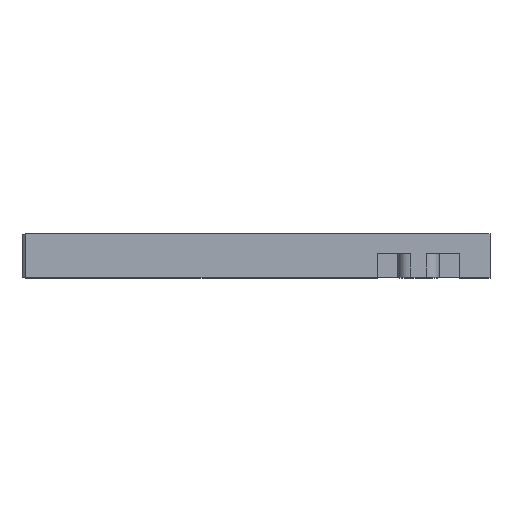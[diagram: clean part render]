
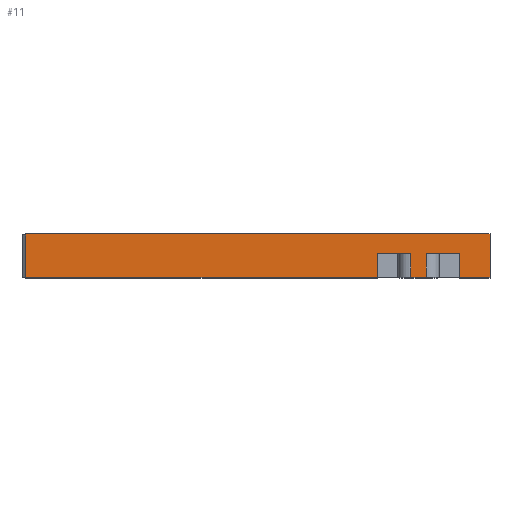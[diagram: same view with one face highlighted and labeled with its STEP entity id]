
A CAD part, top view. The second image highlights one B-rep face of the part: STEP entity #11.
In plain terms, the highlighted planar face has unit normal (0, 0, 1).
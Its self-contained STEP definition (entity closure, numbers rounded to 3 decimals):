
#11 = ADVANCED_FACE ( 'NONE', ( #1096 ), #929, .F. ) ;
#17 = VERTEX_POINT ( 'NONE', #459 ) ;
#29 = ORIENTED_EDGE ( 'NONE', *, *, #911, .T. ) ;
#48 = LINE ( 'NONE', #1583, #1455 ) ;
#54 = DIRECTION ( 'NONE',  ( 0., -1., 0. ) ) ;
#80 = CARTESIAN_POINT ( 'NONE',  ( 22.85, 0.4, 40.55 ) ) ;
#89 = EDGE_CURVE ( 'NONE', #896, #1601, #48, .T. ) ;
#99 = EDGE_CURVE ( 'NONE', #17, #1635, #352, .T. ) ;
#179 = VERTEX_POINT ( 'NONE', #1271 ) ;
#218 = EDGE_CURVE ( 'NONE', #628, #1206, #1786, .T. ) ;
#241 = EDGE_CURVE ( 'NONE', #1601, #1078, #388, .T. ) ;
#301 = LINE ( 'NONE', #769, #1214 ) ;
#305 = DIRECTION ( 'NONE',  ( 0., -1., 0. ) ) ;
#352 = LINE ( 'NONE', #1909, #603 ) ;
#361 = LINE ( 'NONE', #1257, #956 ) ;
#375 = LINE ( 'NONE', #1335, #560 ) ;
#378 = CARTESIAN_POINT ( 'NONE',  ( -45.398, 4.2, 40.55 ) ) ;
#379 = CARTESIAN_POINT ( 'NONE',  ( -46.1, -4.2, 40.55 ) ) ;
#385 = EDGE_CURVE ( 'NONE', #896, #628, #301, .T. ) ;
#388 = LINE ( 'NONE', #80, #1646 ) ;
#442 = ORIENTED_EDGE ( 'NONE', *, *, #89, .F. ) ;
#451 = DIRECTION ( 'NONE',  ( 0., 0., -1. ) ) ;
#459 = CARTESIAN_POINT ( 'NONE',  ( 38.85, -4.2, 40.55 ) ) ;
#514 = LINE ( 'NONE', #1127, #949 ) ;
#549 = CARTESIAN_POINT ( 'NONE',  ( -45.398, 4.2, 40.55 ) ) ;
#560 = VECTOR ( 'NONE', #1176, 1000. ) ;
#588 = DIRECTION ( 'NONE',  ( 1., 0., 0. ) ) ;
#603 = VECTOR ( 'NONE', #1738, 1000. ) ;
#628 = VERTEX_POINT ( 'NONE', #1632 ) ;
#634 = VECTOR ( 'NONE', #1651, 1000. ) ;
#645 = ORIENTED_EDGE ( 'NONE', *, *, #1077, .F. ) ;
#652 = ORIENTED_EDGE ( 'NONE', *, *, #786, .F. ) ;
#729 = VECTOR ( 'NONE', #1312, 1000. ) ;
#731 = CARTESIAN_POINT ( 'NONE',  ( 32.35, 0.4, 40.55 ) ) ;
#769 = CARTESIAN_POINT ( 'NONE',  ( 29.35, 0.4, 40.55 ) ) ;
#786 = EDGE_CURVE ( 'NONE', #179, #1206, #1031, .T. ) ;
#790 = VECTOR ( 'NONE', #1308, 1000. ) ;
#798 = CARTESIAN_POINT ( 'NONE',  ( 32.35, -4.2, 40.55 ) ) ;
#823 = CARTESIAN_POINT ( 'NONE',  ( 44.7, -4.2, 40.55 ) ) ;
#839 = EDGE_CURVE ( 'NONE', #904, #1221, #1473, .T. ) ;
#875 = DIRECTION ( 'NONE',  ( 0., -1., 0. ) ) ;
#877 = VERTEX_POINT ( 'NONE', #1463 ) ;
#878 = CARTESIAN_POINT ( 'NONE',  ( 38.85, 0.4, 40.55 ) ) ;
#896 = VERTEX_POINT ( 'NONE', #1000 ) ;
#904 = VERTEX_POINT ( 'NONE', #378 ) ;
#911 = EDGE_CURVE ( 'NONE', #1423, #17, #1760, .T. ) ;
#929 = PLANE ( 'NONE',  #1334 ) ;
#949 = VECTOR ( 'NONE', #54, 1000. ) ;
#956 = VECTOR ( 'NONE', #1871, 1000. ) ;
#1000 = CARTESIAN_POINT ( 'NONE',  ( 29.35, 0.4, 40.55 ) ) ;
#1010 = CARTESIAN_POINT ( 'NONE',  ( -45.398, -4.2, 40.55 ) ) ;
#1031 = LINE ( 'NONE', #731, #729 ) ;
#1053 = VECTOR ( 'NONE', #588, 1000. ) ;
#1056 = VECTOR ( 'NONE', #875, 1000. ) ;
#1069 = CARTESIAN_POINT ( 'NONE',  ( 22.85, 0.4, 40.55 ) ) ;
#1070 = ORIENTED_EDGE ( 'NONE', *, *, #1482, .F. ) ;
#1077 = EDGE_CURVE ( 'NONE', #877, #1635, #514, .T. ) ;
#1078 = VERTEX_POINT ( 'NONE', #1099 ) ;
#1096 = FACE_OUTER_BOUND ( 'NONE', #1171, .T. ) ;
#1099 = CARTESIAN_POINT ( 'NONE',  ( 22.85, -4.2, 40.55 ) ) ;
#1127 = CARTESIAN_POINT ( 'NONE',  ( 44.7, 4.2, 40.55 ) ) ;
#1131 = ORIENTED_EDGE ( 'NONE', *, *, #839, .T. ) ;
#1136 = ORIENTED_EDGE ( 'NONE', *, *, #1138, .T. ) ;
#1138 = EDGE_CURVE ( 'NONE', #1221, #1078, #361, .T. ) ;
#1171 = EDGE_LOOP ( 'NONE', ( #1869, #645, #1980, #1131, #1136, #1205, #442, #1539, #1259, #652, #1070, #29 ) ) ;
#1176 = DIRECTION ( 'NONE',  ( 1., 0., 0. ) ) ;
#1205 = ORIENTED_EDGE ( 'NONE', *, *, #241, .F. ) ;
#1206 = VERTEX_POINT ( 'NONE', #798 ) ;
#1214 = VECTOR ( 'NONE', #1686, 1000. ) ;
#1221 = VERTEX_POINT ( 'NONE', #1010 ) ;
#1257 = CARTESIAN_POINT ( 'NONE',  ( -46.1, -4.2, 40.55 ) ) ;
#1259 = ORIENTED_EDGE ( 'NONE', *, *, #218, .T. ) ;
#1271 = CARTESIAN_POINT ( 'NONE',  ( 32.35, 0.4, 40.55 ) ) ;
#1289 = EDGE_CURVE ( 'NONE', #904, #877, #375, .T. ) ;
#1308 = DIRECTION ( 'NONE',  ( 0., -1., 0. ) ) ;
#1312 = DIRECTION ( 'NONE',  ( 0., -1., 0. ) ) ;
#1334 = AXIS2_PLACEMENT_3D ( 'NONE', #1546, #451, #305 ) ;
#1335 = CARTESIAN_POINT ( 'NONE',  ( -46.1, 4.2, 40.55 ) ) ;
#1350 = DIRECTION ( 'NONE',  ( 0., -1., 0. ) ) ;
#1423 = VERTEX_POINT ( 'NONE', #878 ) ;
#1455 = VECTOR ( 'NONE', #1576, 1000. ) ;
#1463 = CARTESIAN_POINT ( 'NONE',  ( 44.7, 4.2, 40.55 ) ) ;
#1473 = LINE ( 'NONE', #549, #790 ) ;
#1482 = EDGE_CURVE ( 'NONE', #1423, #179, #1801, .T. ) ;
#1539 = ORIENTED_EDGE ( 'NONE', *, *, #385, .T. ) ;
#1546 = CARTESIAN_POINT ( 'NONE',  ( -46.1, 4.2, 40.55 ) ) ;
#1576 = DIRECTION ( 'NONE',  ( -1., 0., 0. ) ) ;
#1583 = CARTESIAN_POINT ( 'NONE',  ( 26.85, 0.4, 40.55 ) ) ;
#1601 = VERTEX_POINT ( 'NONE', #1069 ) ;
#1632 = CARTESIAN_POINT ( 'NONE',  ( 29.35, -4.2, 40.55 ) ) ;
#1635 = VERTEX_POINT ( 'NONE', #823 ) ;
#1646 = VECTOR ( 'NONE', #1350, 1000. ) ;
#1651 = DIRECTION ( 'NONE',  ( -1., 0., 0. ) ) ;
#1686 = DIRECTION ( 'NONE',  ( 0., -1., 0. ) ) ;
#1738 = DIRECTION ( 'NONE',  ( 1., 0., 0. ) ) ;
#1760 = LINE ( 'NONE', #1923, #1056 ) ;
#1786 = LINE ( 'NONE', #379, #1053 ) ;
#1801 = LINE ( 'NONE', #1936, #634 ) ;
#1869 = ORIENTED_EDGE ( 'NONE', *, *, #99, .T. ) ;
#1871 = DIRECTION ( 'NONE',  ( 1., 0., 0. ) ) ;
#1909 = CARTESIAN_POINT ( 'NONE',  ( -46.1, -4.2, 40.55 ) ) ;
#1923 = CARTESIAN_POINT ( 'NONE',  ( 38.85, 0.4, 40.55 ) ) ;
#1936 = CARTESIAN_POINT ( 'NONE',  ( 38.85, 0.4, 40.55 ) ) ;
#1980 = ORIENTED_EDGE ( 'NONE', *, *, #1289, .F. ) ;
